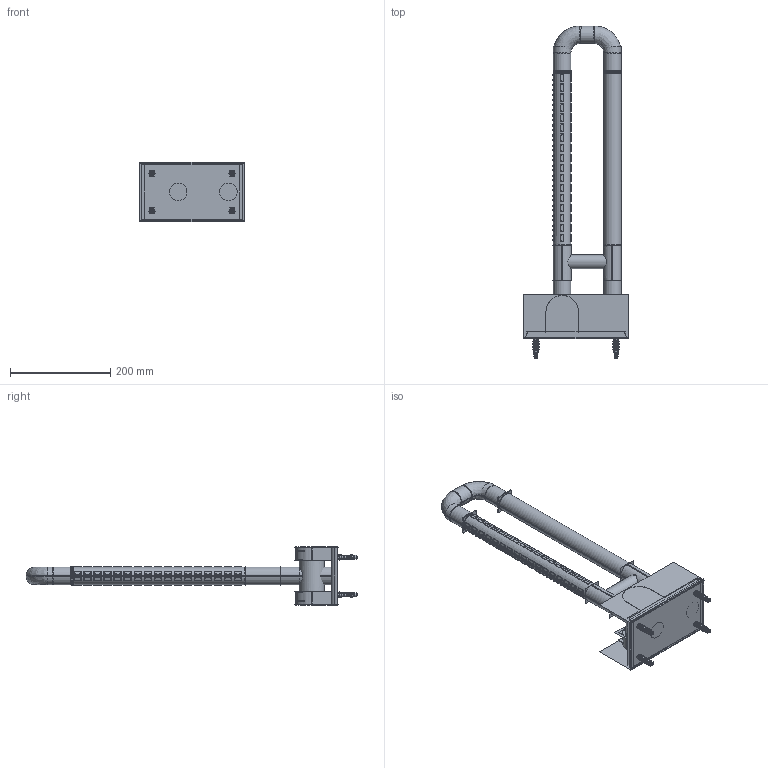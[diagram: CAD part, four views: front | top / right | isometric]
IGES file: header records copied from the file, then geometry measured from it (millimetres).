
Start section:  PTC IGES file: 3D_FFAS9401-000040BC0_D0.igs
Global section: file name: 3D_FFAS9401-000040BC0_D0.igs; native system: Creo Parametric by PTC Inc.; preprocessor: 2015200; author: 10114249; organization: Unknown; date: 20180827.180159; units: millimetre
Bounding box: 208 x 662.18 x 119.6 mm (x, y, z)
Volume: 3162962.7 mm3; surface area: 3548675.7 mm2
Topology: 17 solids, 25 shells, 4030 faces, 26648 edges, 37892 vertices
Faces by surface type: bspline 2506, revolution 1524
